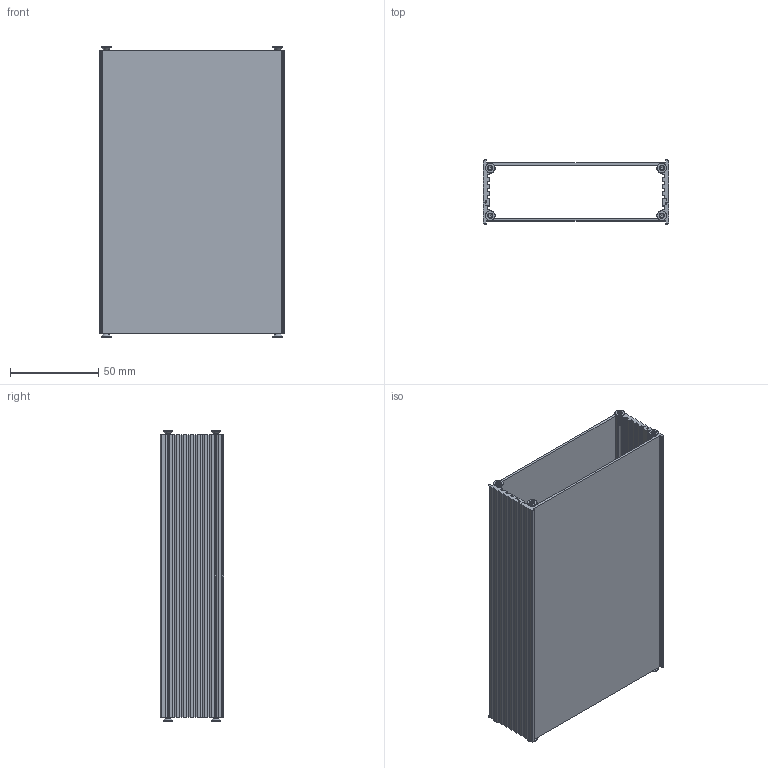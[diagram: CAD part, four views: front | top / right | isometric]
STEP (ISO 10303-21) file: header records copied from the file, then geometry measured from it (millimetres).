
FILE_DESCRIPTION(/* description */ (''),/* implementation_level */ '2;1');
FILE_NAME(/* name */ '97116160_F1036-160.stp',/* time_stamp */ '2019-03-31T09:44:19+02:00',/* author */ ('kotzmaier'),/* organization */ (''),/* preprocessor_version */ 'ST-DEVELOPER v16.13',/* originating_system */ 'Autodesk Inventor 2018',/* authorisation */ '');
FILE_SCHEMA (('AUTOMOTIVE_DESIGN { 1 0 10303 214 3 1 1 }'));
Length unit declared in the file: millimetre
Products named in the file (4): 97116160_F1036-160; FPH-1012-160; FPH-1024-160; EJOT ALtracs Plus Schraube WN5154 AP 30x9_6 H�llgeometrie
Assembly tree (10 placements, depth 2):
  97116160_F1036-160
    FPH-1012-160
    FPH-1024-160
    EJOT ALtracs Plus Schraube WN5154 AP 30x9_6 H�llgeometrie  x8
Bounding box: 105 x 36 x 164 mm (x, y, z)
Volume: 81429.8 mm3; surface area: 100057.8 mm2
Topology: 10 solids, 10 shells, 668 faces, 1896 edges, 1248 vertices
Faces by surface type: bspline 248, cylinder 176, plane 172, cone 56, torus 16
Full cylindrical faces by diameter (mm): 2.68 x8
Entity records: 16281 total; most frequent: CARTESIAN_POINT 6844, ORIENTED_EDGE 1998, DIRECTION 1935, EDGE_CURVE 999, VERTEX_POINT 667, AXIS2_PLACEMENT_3D 660, LINE 615, VECTOR 615
